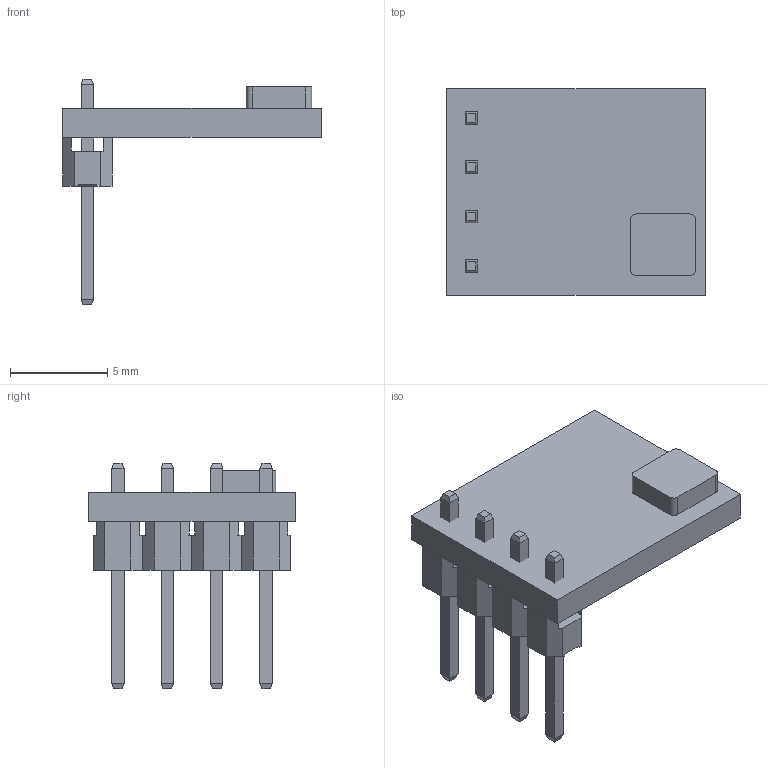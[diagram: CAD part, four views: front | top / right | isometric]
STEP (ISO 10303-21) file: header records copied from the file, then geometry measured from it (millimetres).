
FILE_DESCRIPTION (( 'STEP AP214' ), '1' );
FILE_NAME ('BMP180.STEP', '2022-09-13T16:49:35', ( '' ), ( '' ), 'SwSTEP 2.0', 'SolidWorks 2019', '' );
FILE_SCHEMA (( 'AUTOMOTIVE_DESIGN' ));
Length unit declared in the file: millimetre
Products named in the file (3): BMP180; PCB; PLS-4_00
Assembly tree (2 placements, depth 2):
  BMP180
    PCB
    PLS-4_00
Bounding box: 13.3 x 10.6 x 11.6 mm (x, y, z)
Volume: 284.6 mm3; surface area: 608.5 mm2
Topology: 3 solids, 3 shells, 155 faces, 382 edges, 244 vertices
Faces by surface type: plane 151, cylinder 4
Entity records: 5304 total; most frequent: CARTESIAN_POINT 786, ORIENTED_EDGE 764, DIRECTION 710, EDGE_CURVE 382, LINE 374, VECTOR 374, VERTEX_POINT 244, AXIS2_PLACEMENT_3D 168
